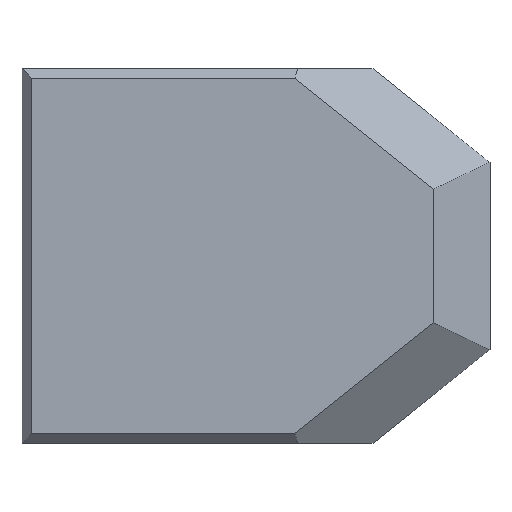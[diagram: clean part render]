
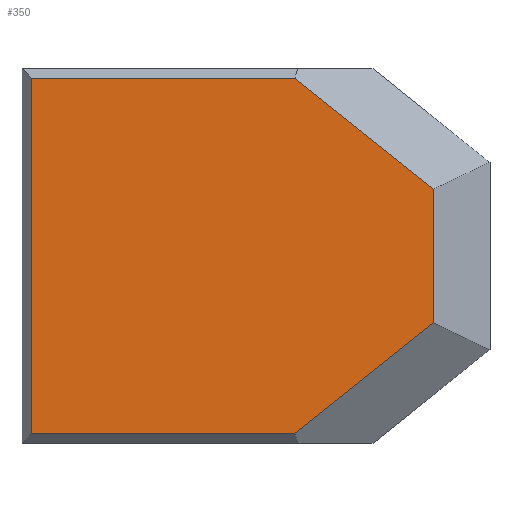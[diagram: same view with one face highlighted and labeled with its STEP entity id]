
A CAD part, top view. The second image highlights one B-rep face of the part: STEP entity #350.
In plain terms, the highlighted planar face has unit normal (0, 0, 1).
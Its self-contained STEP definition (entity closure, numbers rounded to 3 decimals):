
#31=FACE_OUTER_BOUND('',#53,.T.);
#53=EDGE_LOOP('',(#251,#252,#253,#254,#255,#256));
#77=LINE('',#519,#118);
#79=LINE('',#523,#120);
#82=LINE('',#529,#123);
#86=LINE('',#537,#127);
#89=LINE('',#543,#130);
#90=LINE('',#544,#131);
#118=VECTOR('',#417,10.);
#120=VECTOR('',#421,10.);
#123=VECTOR('',#426,10.);
#127=VECTOR('',#432,10.);
#130=VECTOR('',#437,10.);
#131=VECTOR('',#438,10.);
#159=VERTEX_POINT('',#516);
#160=VERTEX_POINT('',#518);
#161=VERTEX_POINT('',#522);
#163=VERTEX_POINT('',#528);
#166=VERTEX_POINT('',#536);
#168=VERTEX_POINT('',#542);
#189=EDGE_CURVE('',#159,#160,#77,.T.);
#191=EDGE_CURVE('',#160,#161,#79,.T.);
#194=EDGE_CURVE('',#161,#163,#82,.T.);
#198=EDGE_CURVE('',#163,#166,#86,.T.);
#201=EDGE_CURVE('',#168,#159,#89,.T.);
#202=EDGE_CURVE('',#166,#168,#90,.T.);
#251=ORIENTED_EDGE('',*,*,#194,.F.);
#252=ORIENTED_EDGE('',*,*,#191,.F.);
#253=ORIENTED_EDGE('',*,*,#189,.F.);
#254=ORIENTED_EDGE('',*,*,#201,.F.);
#255=ORIENTED_EDGE('',*,*,#202,.F.);
#256=ORIENTED_EDGE('',*,*,#198,.F.);
#331=PLANE('',#386);
#350=ADVANCED_FACE('',(#31),#331,.T.);
#386=AXIS2_PLACEMENT_3D('',#541,#435,#436);
#417=DIRECTION('',(0.781,-0.625,0.));
#421=DIRECTION('',(0.,-1.,0.));
#426=DIRECTION('',(-0.781,-0.625,0.));
#432=DIRECTION('',(-1.,0.,0.));
#435=DIRECTION('center_axis',(0.,0.,1.));
#436=DIRECTION('ref_axis',(-1.,0.,0.));
#437=DIRECTION('',(1.,0.,0.));
#438=DIRECTION('',(0.,1.,0.));
#516=CARTESIAN_POINT('',(154.145,95.,9.));
#518=CARTESIAN_POINT('',(169.,83.116,9.));
#519=CARTESIAN_POINT('',(166.069,85.461,9.));
#522=CARTESIAN_POINT('',(169.,68.884,9.));
#523=CARTESIAN_POINT('',(169.,71.,9.));
#528=CARTESIAN_POINT('',(154.145,57.,9.));
#529=CARTESIAN_POINT('',(159.819,61.539,9.));
#536=CARTESIAN_POINT('',(126.,57.,9.));
#537=CARTESIAN_POINT('',(137.5,57.,9.));
#541=CARTESIAN_POINT('Origin',(150.,76.,9.));
#542=CARTESIAN_POINT('',(126.,95.,9.));
#543=CARTESIAN_POINT('',(156.25,95.,9.));
#544=CARTESIAN_POINT('',(126.,86.,9.));
